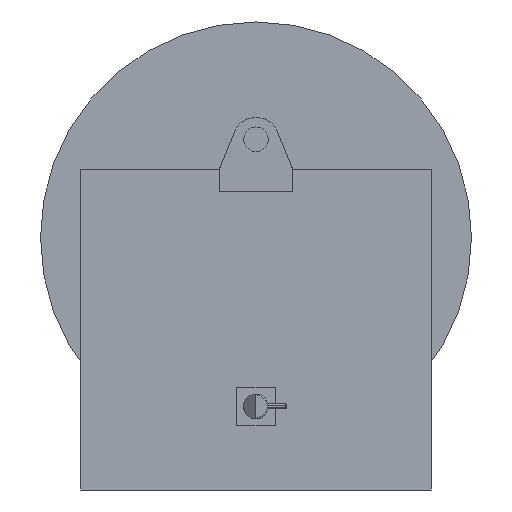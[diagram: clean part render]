
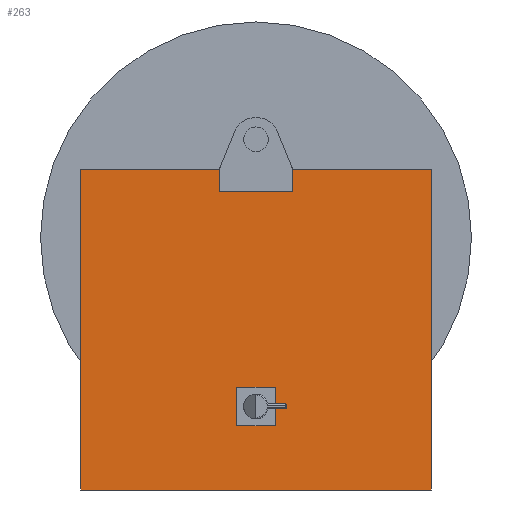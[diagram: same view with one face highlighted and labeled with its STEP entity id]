
A CAD part, front view. The second image highlights one B-rep face of the part: STEP entity #263.
In plain terms, the highlighted planar face has unit normal (0, -1, 0).
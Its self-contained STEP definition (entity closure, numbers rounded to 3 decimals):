
#263 = ADVANCED_FACE( '', ( #623, #624 ), #625, .T. );
#623 = FACE_OUTER_BOUND( '', #1232, .T. );
#624 = FACE_BOUND( '', #1233, .T. );
#625 = PLANE( '', #1234 );
#1232 = EDGE_LOOP( '', ( #3484, #3485, #3486, #3487, #3488, #3489, #3490, #3491, #3492, #3493 ) );
#1233 = EDGE_LOOP( '', ( #3494, #3495, #3496, #3497 ) );
#1234 = AXIS2_PLACEMENT_3D( '', #3498, #3499, #3500 );
#3484 = ORIENTED_EDGE( '', *, *, #4308, .T. );
#3485 = ORIENTED_EDGE( '', *, *, #4250, .T. );
#3486 = ORIENTED_EDGE( '', *, *, #4428, .T. );
#3487 = ORIENTED_EDGE( '', *, *, #4435, .T. );
#3488 = ORIENTED_EDGE( '', *, *, #4436, .F. );
#3489 = ORIENTED_EDGE( '', *, *, #4430, .F. );
#3490 = ORIENTED_EDGE( '', *, *, #4437, .F. );
#3491 = ORIENTED_EDGE( '', *, *, #4237, .T. );
#3492 = ORIENTED_EDGE( '', *, *, #4426, .T. );
#3493 = ORIENTED_EDGE( '', *, *, #4319, .T. );
#3494 = ORIENTED_EDGE( '', *, *, #4438, .F. );
#3495 = ORIENTED_EDGE( '', *, *, #4439, .F. );
#3496 = ORIENTED_EDGE( '', *, *, #4371, .F. );
#3497 = ORIENTED_EDGE( '', *, *, #4440, .F. );
#3498 = CARTESIAN_POINT( '', ( 0., -352., 0. ) );
#3499 = DIRECTION( '', ( 0., -1., 0. ) );
#3500 = DIRECTION( '', ( 0., 0., -1. ) );
#4237 = EDGE_CURVE( '', #4673, #4671, #4674, .T. );
#4250 = EDGE_CURVE( '', #4682, #4695, #4697, .T. );
#4308 = EDGE_CURVE( '', #4789, #4682, #4793, .T. );
#4319 = EDGE_CURVE( '', #4811, #4789, #4812, .T. );
#4371 = EDGE_CURVE( '', #4893, #4894, #4895, .T. );
#4426 = EDGE_CURVE( '', #4671, #4811, #4978, .T. );
#4428 = EDGE_CURVE( '', #4695, #4979, #4981, .T. );
#4430 = EDGE_CURVE( '', #4983, #4984, #4985, .T. );
#4435 = EDGE_CURVE( '', #4979, #4992, #4993, .T. );
#4436 = EDGE_CURVE( '', #4984, #4992, #4994, .T. );
#4437 = EDGE_CURVE( '', #4673, #4983, #4995, .T. );
#4438 = EDGE_CURVE( '', #4996, #4997, #4998, .T. );
#4439 = EDGE_CURVE( '', #4894, #4996, #4999, .T. );
#4440 = EDGE_CURVE( '', #4997, #4893, #5000, .T. );
#4671 = VERTEX_POINT( '', #5297 );
#4673 = VERTEX_POINT( '', #5300 );
#4674 = LINE( '', #5301, #5302 );
#4682 = VERTEX_POINT( '', #5311 );
#4695 = VERTEX_POINT( '', #5330 );
#4697 = LINE( '', #5333, #5334 );
#4789 = VERTEX_POINT( '', #5447 );
#4793 = LINE( '', #5453, #5454 );
#4811 = VERTEX_POINT( '', #5480 );
#4812 = LINE( '', #5481, #5482 );
#4893 = VERTEX_POINT( '', #5595 );
#4894 = VERTEX_POINT( '', #5596 );
#4895 = LINE( '', #5597, #5598 );
#4978 = LINE( '', #5804, #5805 );
#4979 = VERTEX_POINT( '', #5806 );
#4981 = LINE( '', #5809, #5810 );
#4983 = VERTEX_POINT( '', #5812 );
#4984 = VERTEX_POINT( '', #5813 );
#4985 = LINE( '', #5814, #5815 );
#4992 = VERTEX_POINT( '', #5825 );
#4993 = LINE( '', #5826, #5827 );
#4994 = LINE( '', #5828, #5829 );
#4995 = LINE( '', #5830, #5831 );
#4996 = VERTEX_POINT( '', #5832 );
#4997 = VERTEX_POINT( '', #5833 );
#4998 = LINE( '', #5834, #5835 );
#4999 = LINE( '', #5836, #5837 );
#5000 = LINE( '', #5838, #5839 );
#5297 = CARTESIAN_POINT( '', ( -59.798, -352., 110. ) );
#5300 = CARTESIAN_POINT( '', ( -60., -352., 109.5 ) );
#5301 = CARTESIAN_POINT( '', ( -60., -352., 109.5 ) );
#5302 = VECTOR( '', #6395, 1000. );
#5311 = CARTESIAN_POINT( '', ( 284.5, -352., -410. ) );
#5330 = CARTESIAN_POINT( '', ( 284.5, -352., 110. ) );
#5333 = CARTESIAN_POINT( '', ( 284.5, -352., -410. ) );
#5334 = VECTOR( '', #6410, 1000. );
#5447 = CARTESIAN_POINT( '', ( -284.5, -352., -410. ) );
#5453 = CARTESIAN_POINT( '', ( -284.5, -352., -410. ) );
#5454 = VECTOR( '', #6494, 1000. );
#5480 = CARTESIAN_POINT( '', ( -284.5, -352., 110. ) );
#5481 = CARTESIAN_POINT( '', ( -284.5, -352., 110. ) );
#5482 = VECTOR( '', #6503, 1000. );
#5595 = CARTESIAN_POINT( '', ( 31., -352., -243.274 ) );
#5596 = CARTESIAN_POINT( '', ( -31., -352., -243.274 ) );
#5597 = CARTESIAN_POINT( '', ( 31., -352., -243.274 ) );
#5598 = VECTOR( '', #6574, 1000. );
#5804 = CARTESIAN_POINT( '', ( 284.5, -352., 110. ) );
#5805 = VECTOR( '', #6631, 1000. );
#5806 = CARTESIAN_POINT( '', ( 59.798, -352., 110. ) );
#5809 = CARTESIAN_POINT( '', ( 284.5, -352., 110. ) );
#5810 = VECTOR( '', #6633, 1000. );
#5812 = CARTESIAN_POINT( '', ( -60., -352., 74.5 ) );
#5813 = CARTESIAN_POINT( '', ( 60., -352., 74.5 ) );
#5814 = CARTESIAN_POINT( '', ( -60., -352., 74.5 ) );
#5815 = VECTOR( '', #6634, 1000. );
#5825 = CARTESIAN_POINT( '', ( 60., -352., 109.5 ) );
#5826 = CARTESIAN_POINT( '', ( 25.658, -352., 194.5 ) );
#5827 = VECTOR( '', #6638, 1000. );
#5828 = CARTESIAN_POINT( '', ( 60., -352., 74.5 ) );
#5829 = VECTOR( '', #6639, 1000. );
#5830 = CARTESIAN_POINT( '', ( -60., -352., 194.5 ) );
#5831 = VECTOR( '', #6640, 1000. );
#5832 = CARTESIAN_POINT( '', ( -31., -352., -305.274 ) );
#5833 = CARTESIAN_POINT( '', ( 31., -352., -305.274 ) );
#5834 = CARTESIAN_POINT( '', ( -31., -352., -305.274 ) );
#5835 = VECTOR( '', #6641, 1000. );
#5836 = CARTESIAN_POINT( '', ( -31., -352., -243.274 ) );
#5837 = VECTOR( '', #6642, 1000. );
#5838 = CARTESIAN_POINT( '', ( 31., -352., -305.274 ) );
#5839 = VECTOR( '', #6643, 1000. );
#6395 = DIRECTION( '', ( 0.375, 0., 0.927 ) );
#6410 = DIRECTION( '', ( 0., 0., 1. ) );
#6494 = DIRECTION( '', ( 1., 0., 0. ) );
#6503 = DIRECTION( '', ( 0., 0., -1. ) );
#6574 = DIRECTION( '', ( -1., 0., 0. ) );
#6631 = DIRECTION( '', ( -1., 0., 0. ) );
#6633 = DIRECTION( '', ( -1., 0., 0. ) );
#6634 = DIRECTION( '', ( 1., 0., 0. ) );
#6638 = DIRECTION( '', ( 0.375, 0., -0.927 ) );
#6639 = DIRECTION( '', ( 0., 0., 1. ) );
#6640 = DIRECTION( '', ( 0., 0., -1. ) );
#6641 = DIRECTION( '', ( 1., 0., 0. ) );
#6642 = DIRECTION( '', ( 0., 0., -1. ) );
#6643 = DIRECTION( '', ( 0., 0., 1. ) );
